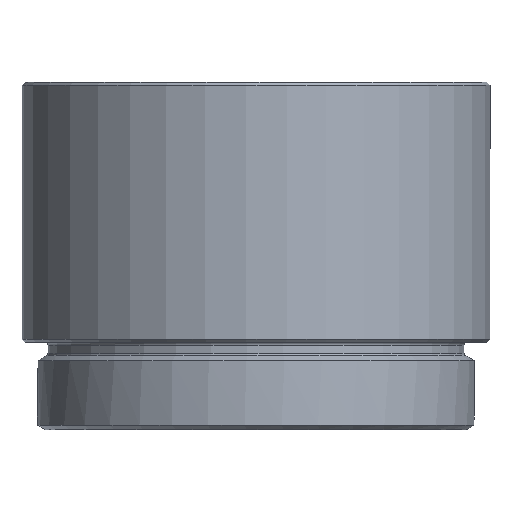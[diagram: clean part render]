
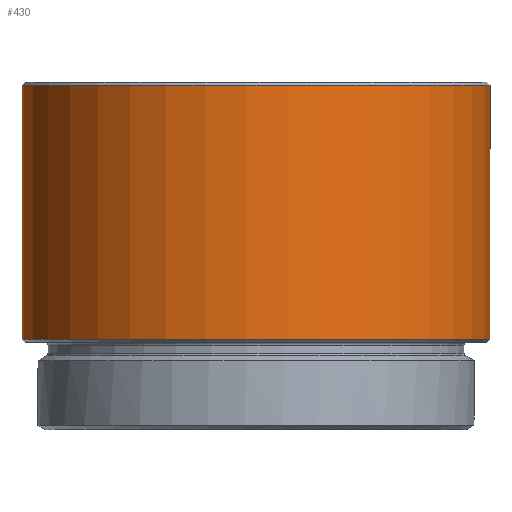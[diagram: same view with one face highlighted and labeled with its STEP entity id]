
A CAD part, front view. The second image highlights one B-rep face of the part: STEP entity #430.
In plain terms, the highlighted cylindrical face has radius 22.5 mm (diameter 45 mm), a full revolution.
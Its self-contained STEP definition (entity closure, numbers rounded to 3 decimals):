
#55=FACE_OUTER_BOUND('',#82,.T.);
#82=EDGE_LOOP('',(#385,#386,#387,#388));
#100=LINE('',#810,#116);
#116=VECTOR('',#673,22.5);
#163=CIRCLE('',#517,22.5);
#165=CIRCLE('',#520,22.5);
#207=VERTEX_POINT('',#802);
#209=VERTEX_POINT('',#808);
#266=EDGE_CURVE('',#207,#207,#163,.T.);
#269=EDGE_CURVE('',#209,#209,#165,.T.);
#270=EDGE_CURVE('',#209,#207,#100,.T.);
#385=ORIENTED_EDGE('',*,*,#269,.F.);
#386=ORIENTED_EDGE('',*,*,#270,.T.);
#387=ORIENTED_EDGE('',*,*,#266,.F.);
#388=ORIENTED_EDGE('',*,*,#270,.F.);
#409=CYLINDRICAL_SURFACE('',#519,22.5);
#430=ADVANCED_FACE('',(#55),#409,.T.);
#517=AXIS2_PLACEMENT_3D('',#803,#664,#665);
#519=AXIS2_PLACEMENT_3D('',#807,#669,#670);
#520=AXIS2_PLACEMENT_3D('',#809,#671,#672);
#664=DIRECTION('center_axis',(0.,0.,
1.));
#665=DIRECTION('ref_axis',(-0.383,-0.924,0.));
#669=DIRECTION('center_axis',(0.,0.,
-1.));
#670=DIRECTION('ref_axis',(-0.383,-0.924,0.));
#671=DIRECTION('center_axis',(0.,0.,
-1.));
#672=DIRECTION('ref_axis',(-0.383,-0.924,0.));
#673=DIRECTION('',(0.,0.,1.));
#802=CARTESIAN_POINT('',(8.61,20.787,-0.3));
#803=CARTESIAN_POINT('Origin',(0.,0.,
-0.3));
#807=CARTESIAN_POINT('Origin',(0.,0.,
-9.));
#808=CARTESIAN_POINT('',(8.61,20.787,-24.7));
#809=CARTESIAN_POINT('Origin',(0.,0.,
-24.7));
#810=CARTESIAN_POINT('',(8.61,20.787,-9.));
